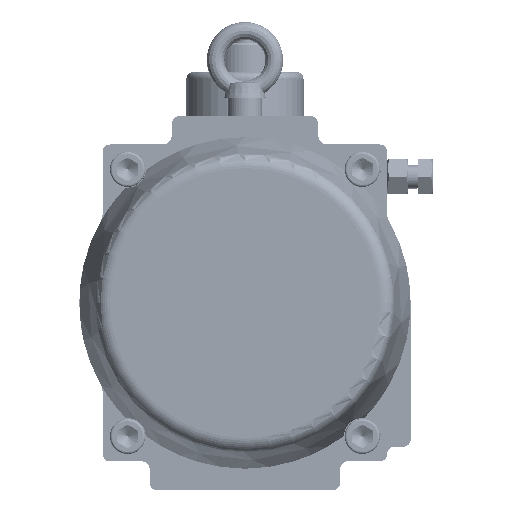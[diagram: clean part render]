
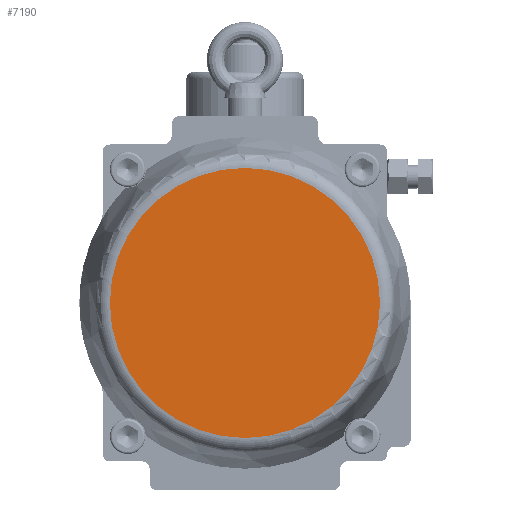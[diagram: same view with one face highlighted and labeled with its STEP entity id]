
A CAD part, front view. The second image highlights one B-rep face of the part: STEP entity #7190.
In plain terms, the highlighted planar face has unit normal (0, -1, 0).
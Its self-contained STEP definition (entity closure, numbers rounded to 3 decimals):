
#5446=FACE_OUTER_BOUND('',#9975,.T.);
#7190=ADVANCED_FACE('',(#5446),#8384,.T.);
#8384=PLANE('',#25673);
#9975=EDGE_LOOP('',(#12929));
#12929=ORIENTED_EDGE('',*,*,#21263,.T.);
#18663=VERTEX_POINT('',#38065);
#21263=EDGE_CURVE('',#18663,#18663,#24082,.T.);
#24082=CIRCLE('',#25672,92.056);
#25672=AXIS2_PLACEMENT_3D('',#38064,#29504,#29505);
#25673=AXIS2_PLACEMENT_3D('',#38066,#29506,#29507);
#29504=DIRECTION('',(0.,-1.,0.));
#29505=DIRECTION('',(0.,0.,-1.));
#29506=DIRECTION('',(0.,-1.,0.));
#29507=DIRECTION('',(0.,0.,-1.));
#38064=CARTESIAN_POINT('',(0.,-81.,0.));
#38065=CARTESIAN_POINT('',(0.,-81.,-92.056));
#38066=CARTESIAN_POINT('',(0.,-81.,0.));
